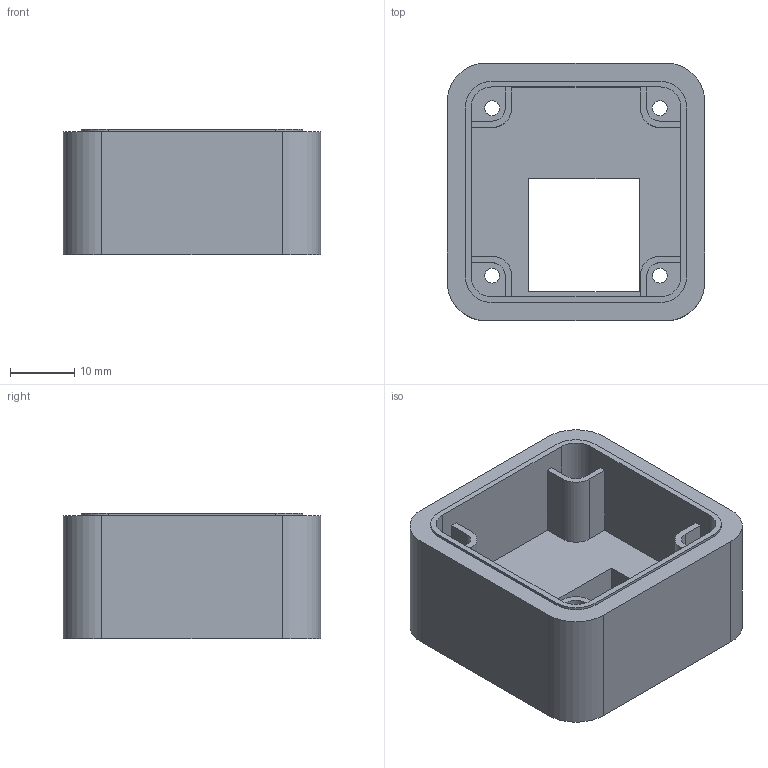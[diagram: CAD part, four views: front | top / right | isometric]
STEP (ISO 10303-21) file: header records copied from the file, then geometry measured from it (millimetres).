
FILE_DESCRIPTION((''),'2;1');
FILE_NAME('RJ45_SHELL','2025-02-11T18:00:17',('Allen'),(''),'CREO PARAMETRIC BY PTC INC, 2021063','CREO PARAMETRIC BY PTC INC, 2021063','');
FILE_SCHEMA(('CONFIG_CONTROL_DESIGN'));
Length unit declared in the file: millimetre
Products named in the file (1): RJ45_SHELL
Bounding box: 40 x 40 x 19.5 mm (x, y, z)
Volume: 14209.2 mm3; surface area: 8538.9 mm2
Topology: 1 solids, 1 shells, 84 faces, 228 edges, 152 vertices
Faces by surface type: plane 48, cylinder 36
Entity records: 2722 total; most frequent: DIRECTION 468, CARTESIAN_POINT 464, ORIENTED_EDGE 456, EDGE_CURVE 228, AXIS2_PLACEMENT_3D 156, VECTOR 156, LINE 156, VERTEX_POINT 152
